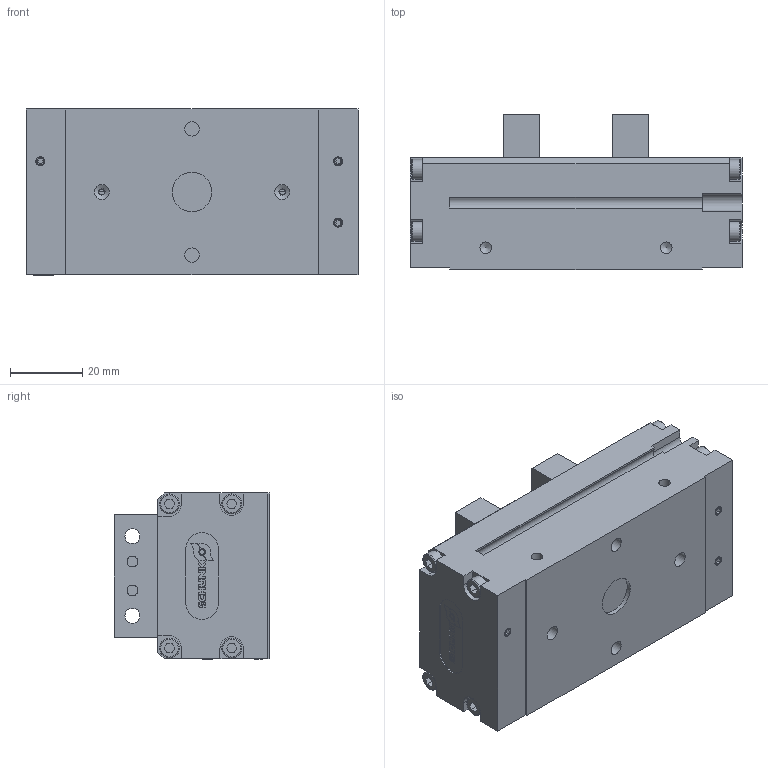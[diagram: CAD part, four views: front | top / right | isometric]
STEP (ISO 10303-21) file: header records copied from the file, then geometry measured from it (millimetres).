
FILE_DESCRIPTION( ( 'STEP AP214' ), '1' );
FILE_NAME( 'SCHUNK-1343466 MPC 100,0ohneohne.stp', '2020-05-14T13:58:55', ( 'License CC BY-ND 4.0' ), ( 'CADENAS' ), ' ', 'PARTsolutions', ' ' );
FILE_SCHEMA( ( 'AUTOMOTIVE_DESIGN { 1 0 10303 214 1 1 1 1 }' ) );
Length unit declared in the file: millimetre
Products named in the file (5): SCHUNK-1343466 MPC 100,0ohneohne; _SCHUNK-1343466 MPC 100 Dummy, 0ohneohne; _SCHUNK-- Gehaeuse MPC 100; _SCHUNK-9905502 Typenschild 9x24x0.3; _SCHUNK-- Grundbacke MPC 100
Assembly tree (5 placements, depth 2):
  SCHUNK-1343466 MPC 100,0ohneohne
    _SCHUNK-1343466 MPC 100 Dummy, 0ohneohne
    _SCHUNK-- Gehaeuse MPC 100
    _SCHUNK-9905502 Typenschild 9x24x0.3
    _SCHUNK-- Grundbacke MPC 100  x2
Bounding box: 92 x 43 x 46 mm (x, y, z)
Volume: 124882 mm3; surface area: 39840.9 mm2
Topology: 4 solids, 4 shells, 393 faces, 983 edges, 649 vertices
Faces by surface type: plane 295, cylinder 78, cone 12, torus 8
Full cylindrical faces by diameter (mm): 1.344 x1, 2.5 x6, 3 x4, 3.242 x6, 4 x4, 4.134 x8, 5.5 x8, 11 x1
Entity records: 13732 total; most frequent: CARTESIAN_POINT 1857, DIRECTION 1778, ORIENTED_EDGE 1740, EDGE_CURVE 870, LINE 714, VECTOR 714, VERTEX_POINT 610, AXIS2_PLACEMENT_3D 532
